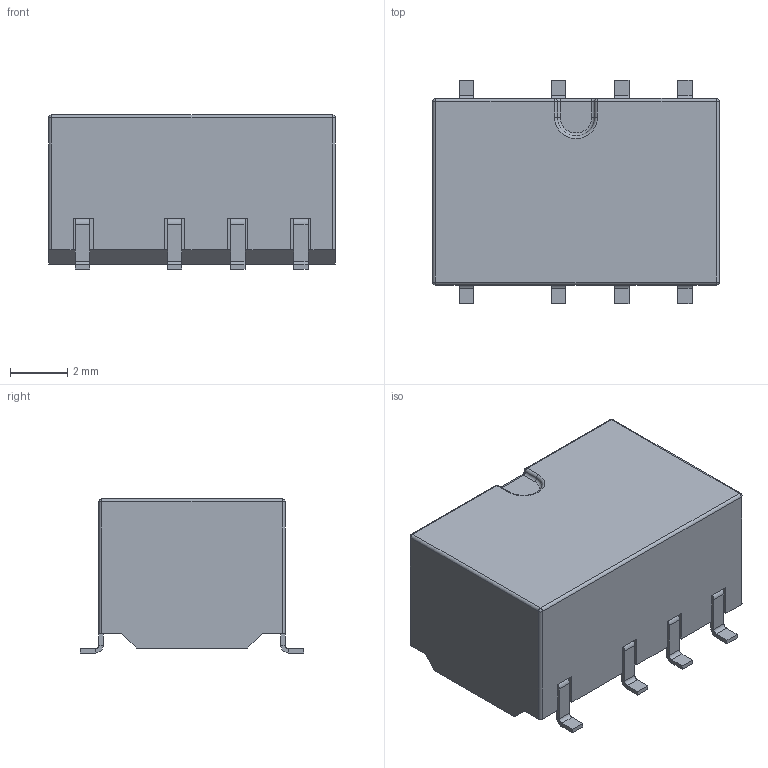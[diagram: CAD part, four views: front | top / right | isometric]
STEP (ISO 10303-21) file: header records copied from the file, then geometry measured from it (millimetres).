
FILE_DESCRIPTION(/* description */ ('STEP AP214'),/* implementation_level */ '2;1');
FILE_NAME(/* name */ 'G6K-2F-Y.step',/* time_stamp */ '2024-09-30T20:07:47+08:00',/* author */ (''),/* organization */ (''),/* preprocessor_version */ 'ST-DEVELOPER v20',/* originating_system */ 'Autodesk Translation Framework v13.20.0.188',/* authorisation */ '');
FILE_SCHEMA (('AUTOMOTIVE_DESIGN { 1 0 10303 214 3 1 1 }'));
Length unit declared in the file: millimetre
Products named in the file (1): SMD-8_L10.0-W6.5-H5.4-LS7.8-P2.2
Bounding box: 10 x 7.8 x 5.38 mm (x, y, z)
Volume: 326.7 mm3; surface area: 321.9 mm2
Topology: 1 solids, 1 shells, 510 faces, 1302 edges, 814 vertices
Faces by surface type: plane 342, bspline 112, cylinder 46, sphere 6, torus 4
Entity records: 16600 total; most frequent: CARTESIAN_POINT 4461, ORIENTED_EDGE 2592, DIRECTION 2137, EDGE_CURVE 1296, LINE 973, VECTOR 973, VERTEX_POINT 814, AXIS2_PLACEMENT_3D 582
